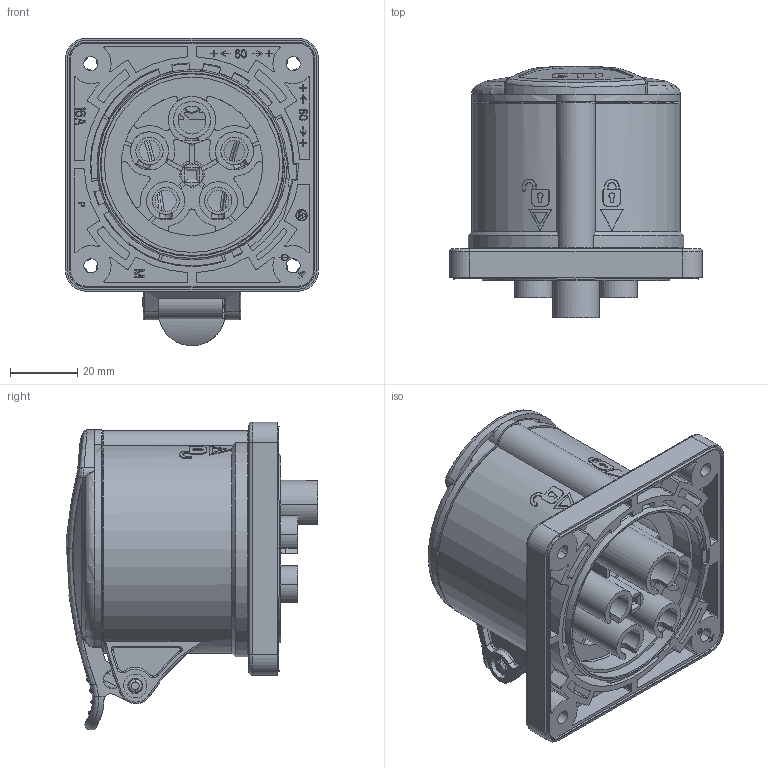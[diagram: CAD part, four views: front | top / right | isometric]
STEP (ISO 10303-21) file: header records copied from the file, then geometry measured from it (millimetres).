
FILE_DESCRIPTION((''),'2;1');
FILE_NAME('Q_ASM','2022-01-03T12:18:23',('marketing.praksa'),('Audax d.o.o.'),'CREO PARAMETRIC BY PTC INC, 2021304','CREO PARAMETRIC BY PTC INC, 2021304','');
FILE_SCHEMA(('AP242_MANAGED_MODEL_BASED_3D_ENGINEERING_MIM_LF { 1 0 10303 442 1 1 4 }'));
Products named in the file (4): EER_1653_-_IERN_1653_MAKETA; EER_1653_-_IERN_1653_MAKETA_1_5; PRT9565; Q_ASM
Assembly tree (3 placements, depth 2):
  Q_ASM
    EER_1653_-_IERN_1653_MAKETA
    EER_1653_-_IERN_1653_MAKETA_1_5
    PRT9565
Bounding box: 75 x 74.7 x 91.19 mm (x, y, z)
Volume: 88933.4 mm3; surface area: 85176.5 mm2
Topology: 5 solids, 5 shells, 1798 faces, 5152 edges, 3454 vertices
Faces by surface type: plane 1057, cylinder 436, torus 118, bspline 109, cone 48, sphere 27, extrusion 3
Entity records: 94147 total; most frequent: CARTESIAN_POINT 18607, ORIENTED_EDGE 10280, DIRECTION 9486, PRESENTATION_STYLE_ASSIGNMENT 6946, STYLED_ITEM 6946, CURVE_STYLE 5143, EDGE_CURVE 5140, VERTEX_POINT 3454
